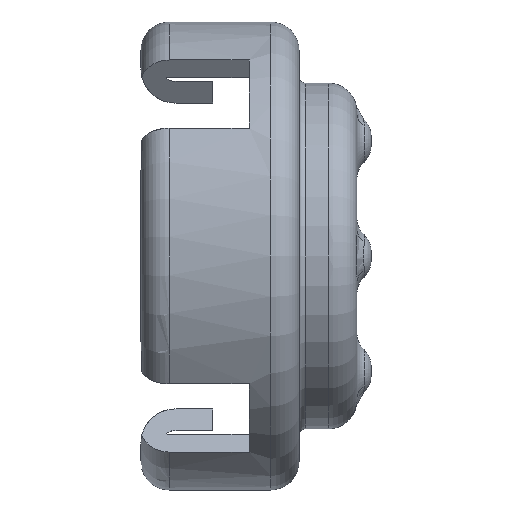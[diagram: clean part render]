
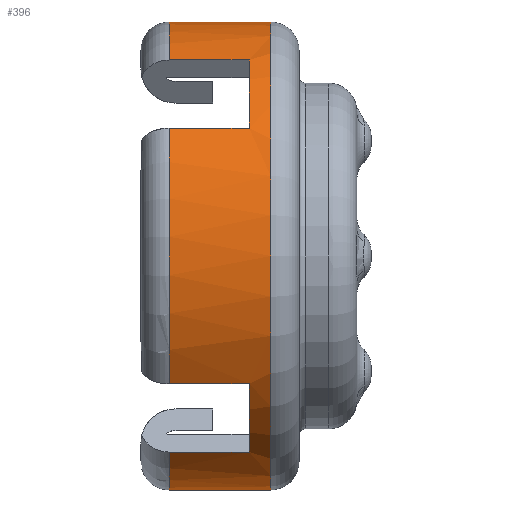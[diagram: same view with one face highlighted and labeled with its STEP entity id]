
A CAD part, left-side view. The second image highlights one B-rep face of the part: STEP entity #396.
In plain terms, the highlighted cylindrical face has radius 4.13 mm (diameter 8.26 mm), a partial arc.
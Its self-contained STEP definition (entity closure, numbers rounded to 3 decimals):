
#7 = VECTOR ( 'NONE', #110, 1000. ) ;
#16 = ORIENTED_EDGE ( 'NONE', *, *, #3537, .F. ) ;
#58 = LINE ( 'NONE', #3043, #2666 ) ;
#110 = DIRECTION ( 'NONE',  ( 0., -1., 0. ) ) ;
#185 = DIRECTION ( 'NONE',  ( 0., 1., 0. ) ) ;
#214 = CARTESIAN_POINT ( 'NONE',  ( -3.459, 3.56, 2.256 ) ) ;
#215 = CARTESIAN_POINT ( 'NONE',  ( -2.256, 2.15, -3.459 ) ) ;
#251 = LINE ( 'NONE', #2888, #2596 ) ;
#349 = CIRCLE ( 'NONE', #847, 4.13 ) ;
#370 = VERTEX_POINT ( 'NONE', #2496 ) ;
#396 = ADVANCED_FACE ( 'NONE', ( #814 ), #1124, .T. ) ;
#420 = CARTESIAN_POINT ( 'NONE',  ( -2.256, 3.56, -3.459 ) ) ;
#466 = DIRECTION ( 'NONE',  ( 0., 1., 0. ) ) ;
#511 = VERTEX_POINT ( 'NONE', #214 ) ;
#583 = AXIS2_PLACEMENT_3D ( 'NONE', #2764, #185, #2484 ) ;
#598 = LINE ( 'NONE', #1372, #3022 ) ;
#614 = VECTOR ( 'NONE', #2868, 1000. ) ;
#626 = CARTESIAN_POINT ( 'NONE',  ( 0., 3.56, 4.13 ) ) ;
#643 = ORIENTED_EDGE ( 'NONE', *, *, #3687, .T. ) ;
#686 = CARTESIAN_POINT ( 'NONE',  ( 0., 3.56, 0. ) ) ;
#716 = CARTESIAN_POINT ( 'NONE',  ( 0., 4.06, 0. ) ) ;
#762 = CARTESIAN_POINT ( 'NONE',  ( 0., 3.56, 0. ) ) ;
#768 = DIRECTION ( 'NONE',  ( 0., 1., 0. ) ) ;
#774 = ORIENTED_EDGE ( 'NONE', *, *, #2380, .T. ) ;
#814 = FACE_OUTER_BOUND ( 'NONE', #1642, .T. ) ;
#847 = AXIS2_PLACEMENT_3D ( 'NONE', #2780, #466, #1882 ) ;
#877 = EDGE_CURVE ( 'NONE', #511, #370, #3663, .T. ) ;
#894 = CARTESIAN_POINT ( 'NONE',  ( 0., 1.77, 0. ) ) ;
#1013 = DIRECTION ( 'NONE',  ( 0., -1., 0. ) ) ;
#1025 = VERTEX_POINT ( 'NONE', #215 ) ;
#1053 = DIRECTION ( 'NONE',  ( 0., -1., 0. ) ) ;
#1084 = VERTEX_POINT ( 'NONE', #1123 ) ;
#1123 = CARTESIAN_POINT ( 'NONE',  ( 0., 1.77, 4.13 ) ) ;
#1124 = CYLINDRICAL_SURFACE ( 'NONE', #2826, 4.13 ) ;
#1195 = DIRECTION ( 'NONE',  ( 0., 1., 0. ) ) ;
#1208 = CARTESIAN_POINT ( 'NONE',  ( -3.459, 2.15, 2.256 ) ) ;
#1210 = ORIENTED_EDGE ( 'NONE', *, *, #1514, .F. ) ;
#1280 = LINE ( 'NONE', #1208, #1745 ) ;
#1307 = EDGE_CURVE ( 'NONE', #1309, #2929, #2674, .T. ) ;
#1309 = VERTEX_POINT ( 'NONE', #626 ) ;
#1327 = ORIENTED_EDGE ( 'NONE', *, *, #3711, .F. ) ;
#1372 = CARTESIAN_POINT ( 'NONE',  ( 0., 4.06, 4.13 ) ) ;
#1404 = ORIENTED_EDGE ( 'NONE', *, *, #2285, .T. ) ;
#1416 = DIRECTION ( 'NONE',  ( 0., 1., 0. ) ) ;
#1430 = CARTESIAN_POINT ( 'NONE',  ( 0., 3.56, 0. ) ) ;
#1506 = EDGE_CURVE ( 'NONE', #3605, #370, #58, .T. ) ;
#1514 = EDGE_CURVE ( 'NONE', #1309, #1084, #598, .T. ) ;
#1526 = CIRCLE ( 'NONE', #3335, 4.13 ) ;
#1600 = CARTESIAN_POINT ( 'NONE',  ( -3.459, 2.15, 2.256 ) ) ;
#1642 = EDGE_LOOP ( 'NONE', ( #1210, #2452, #16, #1327, #643, #2271, #3656, #3404, #1764, #2671, #774, #1404 ) ) ;
#1666 = AXIS2_PLACEMENT_3D ( 'NONE', #686, #2139, #1881 ) ;
#1738 = DIRECTION ( 'NONE',  ( 0., 0., 1. ) ) ;
#1745 = VECTOR ( 'NONE', #1195, 1000. ) ;
#1750 = VERTEX_POINT ( 'NONE', #2166 ) ;
#1764 = ORIENTED_EDGE ( 'NONE', *, *, #3517, .T. ) ;
#1879 = CARTESIAN_POINT ( 'NONE',  ( 0., 4.06, -4.13 ) ) ;
#1881 = DIRECTION ( 'NONE',  ( 0., 0., 1. ) ) ;
#1882 = DIRECTION ( 'NONE',  ( 0., 0., 1. ) ) ;
#2021 = CARTESIAN_POINT ( 'NONE',  ( -2.256, 3.56, 3.459 ) ) ;
#2036 = CIRCLE ( 'NONE', #3099, 4.13 ) ;
#2037 = CARTESIAN_POINT ( 'NONE',  ( -2.256, 2.15, -3.459 ) ) ;
#2139 = DIRECTION ( 'NONE',  ( 0., -1., 0. ) ) ;
#2166 = CARTESIAN_POINT ( 'NONE',  ( 0., 1.77, -4.13 ) ) ;
#2188 = VERTEX_POINT ( 'NONE', #1600 ) ;
#2271 = ORIENTED_EDGE ( 'NONE', *, *, #877, .T. ) ;
#2285 = EDGE_CURVE ( 'NONE', #1750, #1084, #1526, .T. ) ;
#2339 = DIRECTION ( 'NONE',  ( 0., 1., 0. ) ) ;
#2340 = VERTEX_POINT ( 'NONE', #420 ) ;
#2350 = AXIS2_PLACEMENT_3D ( 'NONE', #1430, #3446, #1738 ) ;
#2380 = EDGE_CURVE ( 'NONE', #2889, #1750, #2537, .T. ) ;
#2425 = EDGE_CURVE ( 'NONE', #2340, #2889, #2036, .T. ) ;
#2452 = ORIENTED_EDGE ( 'NONE', *, *, #1307, .T. ) ;
#2484 = DIRECTION ( 'NONE',  ( 0., 0., 1. ) ) ;
#2496 = CARTESIAN_POINT ( 'NONE',  ( -3.459, 3.56, -2.256 ) ) ;
#2537 = LINE ( 'NONE', #1879, #7 ) ;
#2596 = VECTOR ( 'NONE', #1416, 1000. ) ;
#2666 = VECTOR ( 'NONE', #768, 1000. ) ;
#2671 = ORIENTED_EDGE ( 'NONE', *, *, #2425, .T. ) ;
#2674 = CIRCLE ( 'NONE', #2350, 4.13 ) ;
#2743 = CARTESIAN_POINT ( 'NONE',  ( 0., 3.56, -4.13 ) ) ;
#2764 = CARTESIAN_POINT ( 'NONE',  ( 0., 2.15, 0. ) ) ;
#2780 = CARTESIAN_POINT ( 'NONE',  ( 0., 2.15, 0. ) ) ;
#2826 = AXIS2_PLACEMENT_3D ( 'NONE', #716, #1013, #3015 ) ;
#2868 = DIRECTION ( 'NONE',  ( 0., 1., 0. ) ) ;
#2888 = CARTESIAN_POINT ( 'NONE',  ( -2.256, 2.15, 3.459 ) ) ;
#2889 = VERTEX_POINT ( 'NONE', #2743 ) ;
#2929 = VERTEX_POINT ( 'NONE', #2021 ) ;
#3015 = DIRECTION ( 'NONE',  ( 0., 0., -1. ) ) ;
#3022 = VECTOR ( 'NONE', #3375, 1000. ) ;
#3043 = CARTESIAN_POINT ( 'NONE',  ( -3.459, 2.15, -2.256 ) ) ;
#3099 = AXIS2_PLACEMENT_3D ( 'NONE', #762, #1053, #3332 ) ;
#3129 = CARTESIAN_POINT ( 'NONE',  ( -3.459, 2.15, -2.256 ) ) ;
#3177 = DIRECTION ( 'NONE',  ( 0., 0., -1. ) ) ;
#3320 = CARTESIAN_POINT ( 'NONE',  ( -2.256, 2.15, 3.459 ) ) ;
#3332 = DIRECTION ( 'NONE',  ( 0., 0., 1. ) ) ;
#3335 = AXIS2_PLACEMENT_3D ( 'NONE', #894, #2339, #3177 ) ;
#3349 = LINE ( 'NONE', #2037, #614 ) ;
#3365 = EDGE_CURVE ( 'NONE', #1025, #3605, #349, .T. ) ;
#3375 = DIRECTION ( 'NONE',  ( 0., -1., 0. ) ) ;
#3377 = VERTEX_POINT ( 'NONE', #3320 ) ;
#3404 = ORIENTED_EDGE ( 'NONE', *, *, #3365, .F. ) ;
#3446 = DIRECTION ( 'NONE',  ( 0., -1., 0. ) ) ;
#3481 = CIRCLE ( 'NONE', #583, 4.13 ) ;
#3517 = EDGE_CURVE ( 'NONE', #1025, #2340, #3349, .T. ) ;
#3537 = EDGE_CURVE ( 'NONE', #3377, #2929, #251, .T. ) ;
#3605 = VERTEX_POINT ( 'NONE', #3129 ) ;
#3656 = ORIENTED_EDGE ( 'NONE', *, *, #1506, .F. ) ;
#3663 = CIRCLE ( 'NONE', #1666, 4.13 ) ;
#3687 = EDGE_CURVE ( 'NONE', #2188, #511, #1280, .T. ) ;
#3711 = EDGE_CURVE ( 'NONE', #2188, #3377, #3481, .T. ) ;
